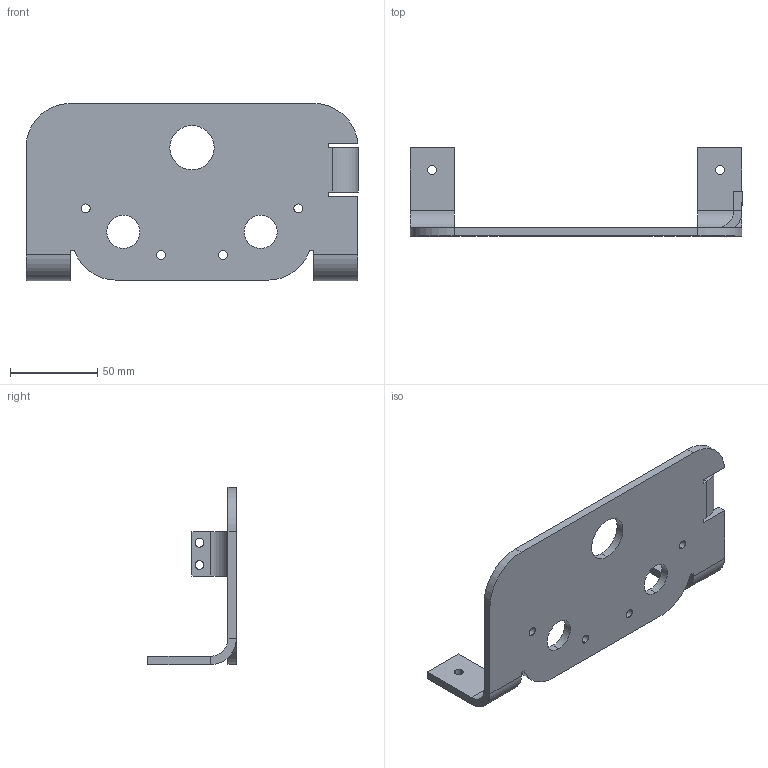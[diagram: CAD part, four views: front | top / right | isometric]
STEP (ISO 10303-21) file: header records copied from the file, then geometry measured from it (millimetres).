
FILE_DESCRIPTION (( 'STEP AP214' ), '1' );
FILE_NAME ('P-1 FrontModuleLeftSide.STEP', '2015-01-25T00:16:21', ( '' ), ( '' ), 'SwSTEP 2.0', 'SolidWorks 2014', '' );
FILE_SCHEMA (( 'AUTOMOTIVE_DESIGN' ));
Length unit declared in the file: inch
Products named in the file (1): P-1 FrontModuleLeftSide
Bounding box: 190.5 x 50.8 x 101.6 mm (x, y, z)
Volume: 94706.7 mm3; surface area: 45490.3 mm2
Topology: 1 solids, 1 shells, 69 faces, 177 edges, 110 vertices
Faces by surface type: plane 37, cylinder 32
Entity records: 2167 total; most frequent: DIRECTION 381, CARTESIAN_POINT 357, ORIENTED_EDGE 354, EDGE_CURVE 177, AXIS2_PLACEMENT_3D 134, VECTOR 113, LINE 113, VERTEX_POINT 110
